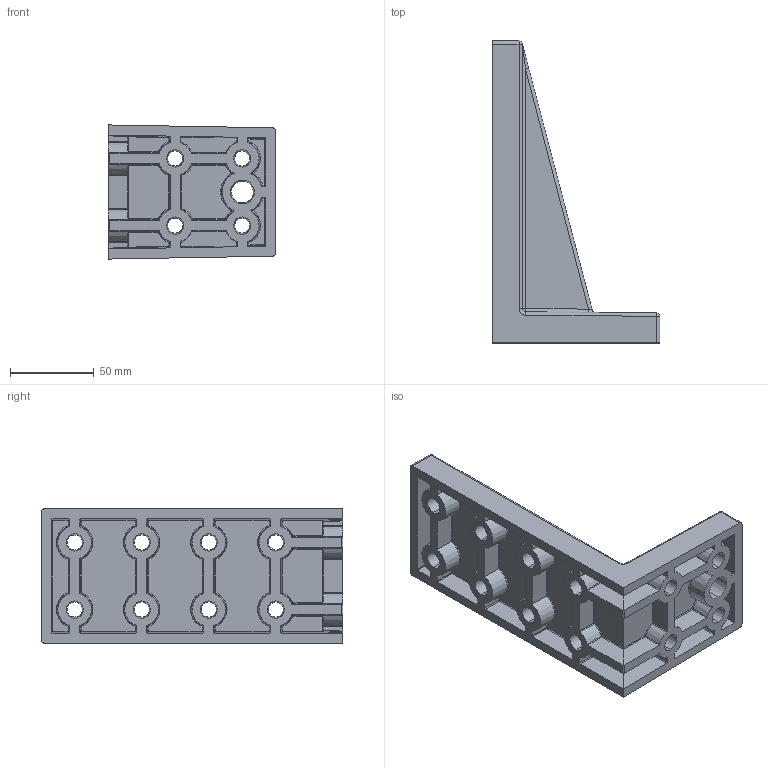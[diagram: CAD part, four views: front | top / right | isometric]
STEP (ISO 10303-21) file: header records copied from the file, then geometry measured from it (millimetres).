
FILE_DESCRIPTION (( 'STEP AP214' ), '1' );
FILE_NAME ('093w805.STEP', '2014-08-20T13:05:12', ( '' ), ( '' ), 'SwSTEP 2.0', 'SolidWorks 2014', '' );
FILE_SCHEMA (( 'AUTOMOTIVE_DESIGN' ));
Length unit declared in the file: millimetre
Products named in the file (1): 093w805
Bounding box: 100 x 180 x 79.99 mm (x, y, z)
Volume: 254218.7 mm3; surface area: 82300.9 mm2
Topology: 1 solids, 1 shells, 418 faces, 1012 edges, 574 vertices
Faces by surface type: cylinder 112, plane 98, sphere 68, cone 61, bspline 48, torus 31
Entity records: 12872 total; most frequent: CARTESIAN_POINT 3810, ORIENTED_EDGE 1962, DIRECTION 1822, EDGE_CURVE 981, AXIS2_PLACEMENT_3D 731, VERTEX_POINT 574, EDGE_LOOP 453, FACE_OUTER_BOUND 418
